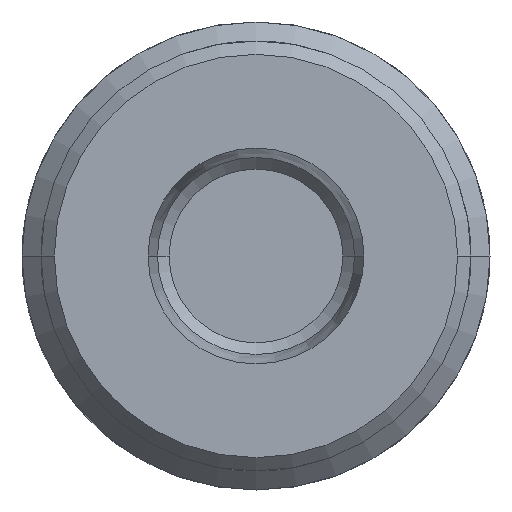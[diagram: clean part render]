
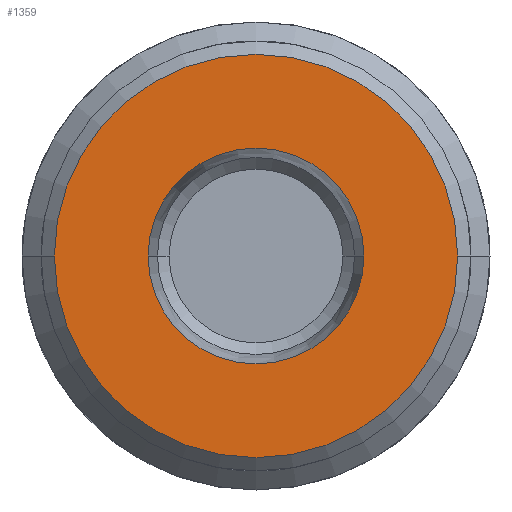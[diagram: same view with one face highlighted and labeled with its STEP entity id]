
A CAD part, left-side view. The second image highlights one B-rep face of the part: STEP entity #1359.
In plain terms, the highlighted planar face has unit normal (-1, 0, 0).
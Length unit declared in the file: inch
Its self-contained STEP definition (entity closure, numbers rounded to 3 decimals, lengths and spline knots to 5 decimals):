
#115=CARTESIAN_POINT('',(0.,0.,0.));
#116=DIRECTION('',(-1.,0.,0.));
#117=DIRECTION('',(0.,1.,0.));
#118=AXIS2_PLACEMENT_3D('',#115,#116,#117);
#124=CARTESIAN_POINT('',(0.,0.,0.));
#125=DIRECTION('',(-1.,0.,0.));
#126=DIRECTION('',(0.,-1.,0.));
#127=AXIS2_PLACEMENT_3D('',#124,#125,#126);
#132=CARTESIAN_POINT('',(0.,0.,0.));
#133=DIRECTION('',(-1.,0.,0.));
#134=DIRECTION('',(0.,1.,0.));
#135=AXIS2_PLACEMENT_3D('',#132,#133,#134);
#140=CARTESIAN_POINT('',(0.,0.,0.));
#141=DIRECTION('',(-1.,0.,0.));
#142=DIRECTION('',(0.,-1.,0.));
#143=AXIS2_PLACEMENT_3D('',#140,#141,#142);
#1204=CARTESIAN_POINT('',(0.,0.2435,0.));
#1205=CARTESIAN_POINT('',(0.,-0.2435,0.));
#1206=VERTEX_POINT('',#1204);
#1207=VERTEX_POINT('',#1205);
#1216=CARTESIAN_POINT('',(0.,0.455,0.));
#1217=CARTESIAN_POINT('',(0.,-0.455,0.));
#1218=VERTEX_POINT('',#1216);
#1219=VERTEX_POINT('',#1217);
#1342=CARTESIAN_POINT('',(0.,0.,0.));
#1343=DIRECTION('',(1.,0.,0.));
#1344=DIRECTION('',(0.,0.,-1.));
#1345=AXIS2_PLACEMENT_3D('',#1342,#1343,#1344);
#1346=PLANE('',#1345);
#1348=ORIENTED_EDGE('',*,*,#1347,.F.);
#1350=ORIENTED_EDGE('',*,*,#1349,.F.);
#1351=EDGE_LOOP('',(#1348,#1350));
#1352=FACE_OUTER_BOUND('',#1351,.F.);
#1354=ORIENTED_EDGE('',*,*,#1353,.T.);
#1356=ORIENTED_EDGE('',*,*,#1355,.T.);
#1357=EDGE_LOOP('',(#1354,#1356));
#1358=FACE_BOUND('',#1357,.F.);
#119=CIRCLE('',#118,0.2435);
#128=CIRCLE('',#127,0.2435);
#136=CIRCLE('',#135,0.455);
#144=CIRCLE('',#143,0.455);
#1347=EDGE_CURVE('',#1218,#1219,#136,.T.);
#1349=EDGE_CURVE('',#1219,#1218,#144,.T.);
#1353=EDGE_CURVE('',#1206,#1207,#119,.T.);
#1355=EDGE_CURVE('',#1207,#1206,#128,.T.);
#1359=ADVANCED_FACE('',(#1352,#1358),#1346,.F.);
